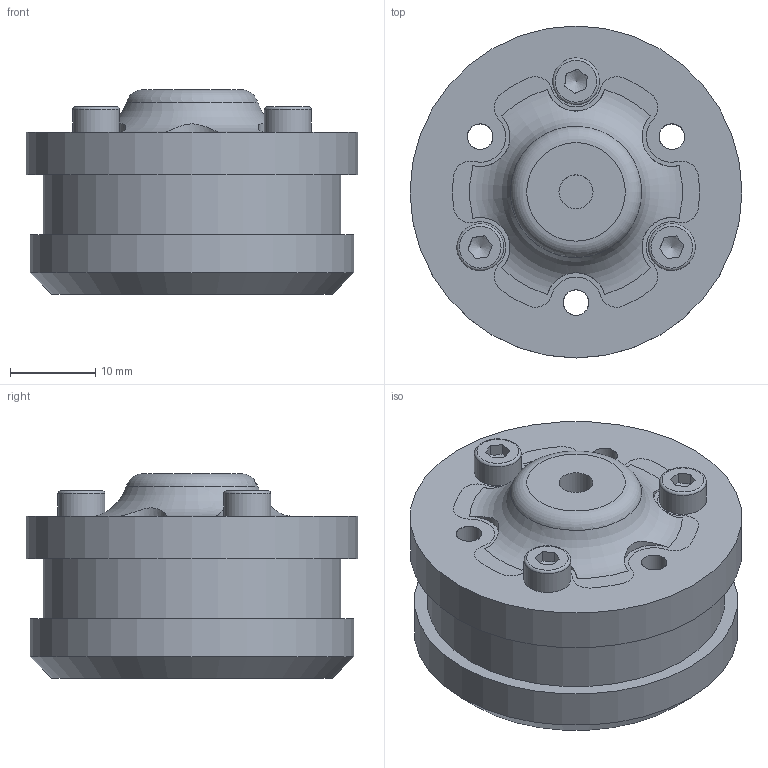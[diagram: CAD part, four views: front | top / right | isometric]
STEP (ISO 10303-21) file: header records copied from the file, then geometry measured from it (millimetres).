
FILE_DESCRIPTION(/* description */ (''),/* implementation_level */ '2;1');
FILE_NAME(/* name */ 'GripperMount.stp',/* time_stamp */ '2015-10-25T01:18:46+02:00',/* author */ ('4ndreas'),/* organization */ (''),/* preprocessor_version */ 'ST-DEVELOPER v16.1',/* originating_system */ 'Autodesk Inventor 2016',/* authorisation */ '');
FILE_SCHEMA (('AUTOMOTIVE_DESIGN { 1 0 10303 214 3 1 1 }'));
Length unit declared in the file: millimetre
Products named in the file (6): GripperMount_b; GripperMountPlate; GripperMountPlatehock; Distanzhuelse_M3x5mm; DIN 912 - M3 x 0,5 x 16 x 14,75; GripperMount
Assembly tree (9 placements, depth 2):
  GripperMount
    GripperMount_b
    GripperMountPlate
    GripperMountPlatehock
    Distanzhuelse_M3x5mm  x3
    DIN 912 - M3 x 0,5 x 16 x 14,75  x3
Bounding box: 39 x 39 x 24 mm (x, y, z)
Volume: 17553.1 mm3; surface area: 12914.1 mm2
Topology: 9 solids, 9 shells, 252 faces, 617 edges, 396 vertices
Faces by surface type: plane 127, cylinder 89, torus 17, cone 13, bspline 6
Full cylindrical faces by diameter (mm): 2.5 x6, 3 x21, 3.2 x1, 4 x1, 5.5 x3, 7 x1, 19 x1, 35 x1, 38 x1, 39 x2
Entity records: 5602 total; most frequent: CARTESIAN_POINT 1155, DIRECTION 961, ORIENTED_EDGE 796, EDGE_CURVE 398, AXIS2_PLACEMENT_3D 394, VERTEX_POINT 282, EDGE_LOOP 278, CIRCLE 207
